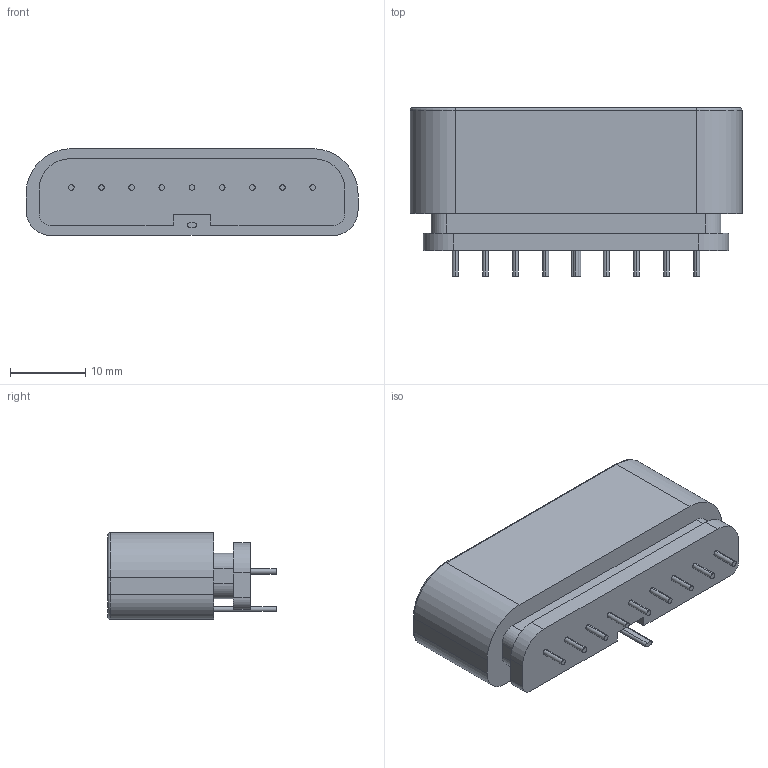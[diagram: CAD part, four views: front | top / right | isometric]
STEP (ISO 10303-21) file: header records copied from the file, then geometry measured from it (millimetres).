
FILE_DESCRIPTION (( 'STEP AP203' ), '1' );
FILE_NAME ('PS2_Controller_Socket.STEP', '2023-01-24T21:03:55', ( '' ), ( '' ), 'SwSTEP 2.0', 'SolidWorks 2023', '' );
FILE_SCHEMA (( 'CONFIG_CONTROL_DESIGN' ));
Length unit declared in the file: millimetre
Products named in the file (1): PS2_Controller_Socket
Bounding box: 44 x 22.3 x 11.5 mm (x, y, z)
Volume: 5481.8 mm3; surface area: 5676.6 mm2
Topology: 1 solids, 1 shells, 152 faces, 352 edges, 226 vertices
Faces by surface type: cylinder 70, plane 60, cone 18, torus 4
Entity records: 4427 total; most frequent: DIRECTION 820, CARTESIAN_POINT 731, ORIENTED_EDGE 704, EDGE_CURVE 352, AXIS2_PLACEMENT_3D 315, VERTEX_POINT 226, VECTOR 190, LINE 190
